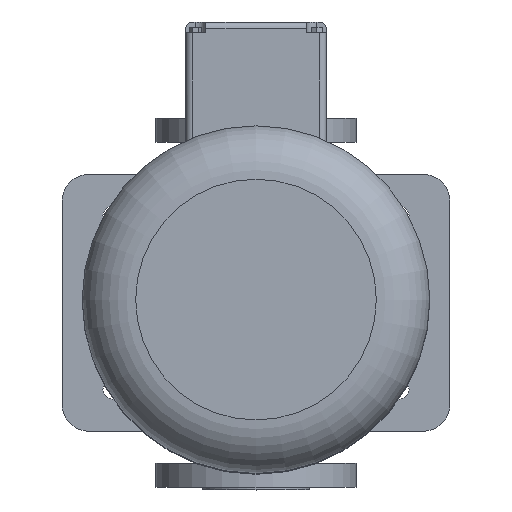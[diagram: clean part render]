
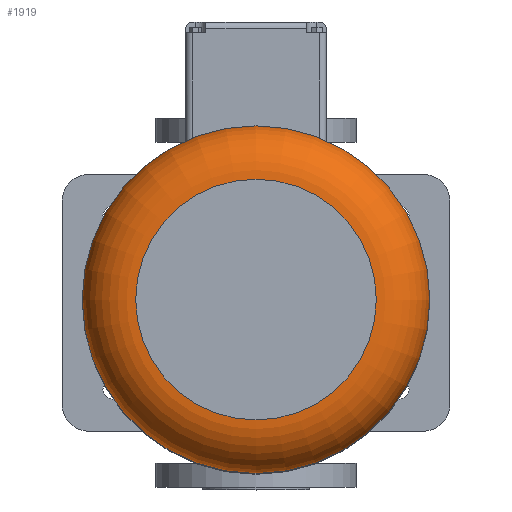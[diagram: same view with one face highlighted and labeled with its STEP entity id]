
A CAD part, top view. The second image highlights one B-rep face of the part: STEP entity #1919.
In plain terms, the highlighted toroidal (fillet/blend) face has major radius 90 mm and minor radius 40 mm.
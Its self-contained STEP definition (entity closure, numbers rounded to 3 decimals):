
#1919=ADVANCED_FACE('',(#5988,#5990),#5992,.T.);
#5988=FACE_OUTER_BOUND('',#5989,.T.);
#5989=EDGE_LOOP('',(#9519));
#5990=FACE_OUTER_BOUND('',#5991,.T.);
#5991=EDGE_LOOP('',(#9520));
#5992=TOROIDAL_SURFACE('',#5993,90.,40.);
#5993=AXIS2_PLACEMENT_3D('',#5994,#5995,#5996);
#5994=CARTESIAN_POINT('',(0.,0.,1365.));
#5995=DIRECTION('',(0.,0.,-1.));
#5996=DIRECTION('',(0.,1.,0.));
#9519=ORIENTED_EDGE('',*,*,#11562,.F.);
#9520=ORIENTED_EDGE('',*,*,#11564,.T.);
#11562=EDGE_CURVE('',#13401,#13401,#13402,.T.);
#11564=EDGE_CURVE('',#13405,#13405,#13406,.T.);
#13401=VERTEX_POINT('',#17185);
#13402=CIRCLE('',#17186,130.);
#13405=VERTEX_POINT('',#17195);
#13406=CIRCLE('',#17196,90.);
#17185=CARTESIAN_POINT('',(0.,130.,1365.));
#17186=AXIS2_PLACEMENT_3D('',#17187,#17188,#17189);
#17187=CARTESIAN_POINT('',(0.,0.,1365.));
#17188=DIRECTION('',(0.,0.,-1.));
#17189=DIRECTION('',(0.,1.,0.));
#17195=CARTESIAN_POINT('',(0.,90.,1405.));
#17196=AXIS2_PLACEMENT_3D('',#17197,#17198,#17199);
#17197=CARTESIAN_POINT('',(0.,0.,1405.));
#17198=DIRECTION('',(0.,0.,-1.));
#17199=DIRECTION('',(0.,1.,0.));
